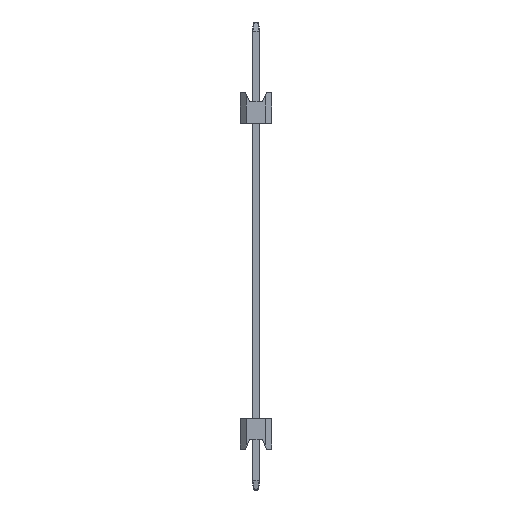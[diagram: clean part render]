
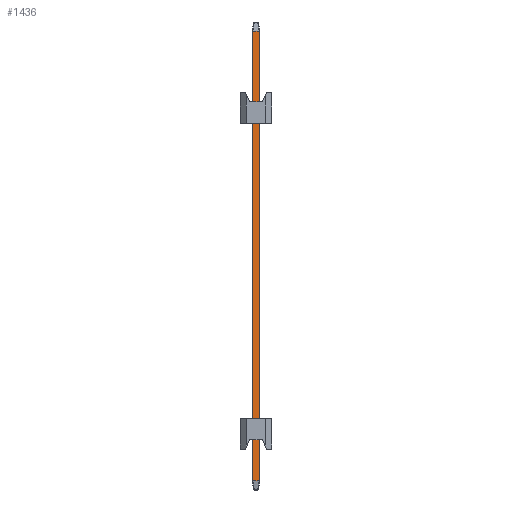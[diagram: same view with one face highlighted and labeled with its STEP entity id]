
A CAD part, left-side view. The second image highlights one B-rep face of the part: STEP entity #1436.
In plain terms, the highlighted planar face has unit normal (-1, 0, 0).
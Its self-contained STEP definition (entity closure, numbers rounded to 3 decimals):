
#366=FACE_OUTER_BOUND('',#430,.T.);
#430=EDGE_LOOP('',(#1175,#1176,#1177,#1178,#1179,#1180,#1181,#1182));
#481=LINE('',#2163,#637);
#490=LINE('',#2181,#646);
#520=LINE('',#2236,#676);
#533=LINE('',#2263,#689);
#536=LINE('',#2269,#692);
#539=LINE('',#2275,#695);
#555=LINE('',#2302,#711);
#556=LINE('',#2304,#712);
#637=VECTOR('',#1707,10.);
#646=VECTOR('',#1720,10.);
#676=VECTOR('',#1770,10.);
#689=VECTOR('',#1791,10.);
#692=VECTOR('',#1796,10.);
#695=VECTOR('',#1801,10.);
#711=VECTOR('',#1835,10.);
#712=VECTOR('',#1838,10.);
#791=VERTEX_POINT('',#2161);
#792=VERTEX_POINT('',#2162);
#799=VERTEX_POINT('',#2179);
#813=VERTEX_POINT('',#2231);
#821=VERTEX_POINT('',#2255);
#824=VERTEX_POINT('',#2261);
#826=VERTEX_POINT('',#2267);
#828=VERTEX_POINT('',#2273);
#889=EDGE_CURVE('',#791,#792,#481,.T.);
#898=EDGE_CURVE('',#799,#791,#490,.T.);
#928=EDGE_CURVE('',#792,#813,#520,.T.);
#941=EDGE_CURVE('',#824,#821,#533,.T.);
#944=EDGE_CURVE('',#826,#824,#536,.T.);
#947=EDGE_CURVE('',#828,#826,#539,.T.);
#963=EDGE_CURVE('',#821,#799,#555,.T.);
#964=EDGE_CURVE('',#813,#828,#556,.T.);
#1175=ORIENTED_EDGE('',*,*,#928,.F.);
#1176=ORIENTED_EDGE('',*,*,#889,.F.);
#1177=ORIENTED_EDGE('',*,*,#898,.F.);
#1178=ORIENTED_EDGE('',*,*,#963,.F.);
#1179=ORIENTED_EDGE('',*,*,#941,.F.);
#1180=ORIENTED_EDGE('',*,*,#944,.F.);
#1181=ORIENTED_EDGE('',*,*,#947,.F.);
#1182=ORIENTED_EDGE('',*,*,#964,.F.);
#1372=PLANE('',#1563);
#1436=ADVANCED_FACE('',(#366),#1372,.T.);
#1563=AXIS2_PLACEMENT_3D('',#2303,#1836,#1837);
#1707=DIRECTION('',(0.,0.,-1.));
#1720=DIRECTION('',(0.,-0.371,-0.928));
#1770=DIRECTION('',(0.,0.371,-0.928));
#1791=DIRECTION('',(0.,-0.371,0.928));
#1796=DIRECTION('',(0.,0.,1.));
#1801=DIRECTION('',(0.,0.371,0.928));
#1835=DIRECTION('',(0.,-1.,0.));
#1836=DIRECTION('center_axis',(-1.,0.,0.));
#1837=DIRECTION('ref_axis',(0.,-1.,0.));
#1838=DIRECTION('',(0.,1.,0.));
#2161=CARTESIAN_POINT('',(-0.32,-0.27,33.748));
#2162=CARTESIAN_POINT('',(-0.32,-0.27,-2.548));
#2163=CARTESIAN_POINT('',(-0.32,-0.27,0.));
#2179=CARTESIAN_POINT('',(-0.32,-0.269,33.75));
#2181=CARTESIAN_POINT('',(-0.32,-5.973,19.491));
#2231=CARTESIAN_POINT('',(-0.32,-0.269,-2.55));
#2236=CARTESIAN_POINT('',(-0.32,-0.593,-1.739));
#2255=CARTESIAN_POINT('',(-0.32,0.269,33.75));
#2261=CARTESIAN_POINT('',(-0.32,0.27,33.748));
#2263=CARTESIAN_POINT('',(-0.32,6.017,19.381));
#2267=CARTESIAN_POINT('',(-0.32,0.27,-2.548));
#2269=CARTESIAN_POINT('',(-0.32,0.27,0.));
#2273=CARTESIAN_POINT('',(-0.32,0.269,-2.55));
#2275=CARTESIAN_POINT('',(-0.32,0.637,-1.629));
#2302=CARTESIAN_POINT('',(-0.32,0.16,33.75));
#2303=CARTESIAN_POINT('Origin',(-0.32,0.32,0.));
#2304=CARTESIAN_POINT('',(-0.32,0.16,-2.55));
